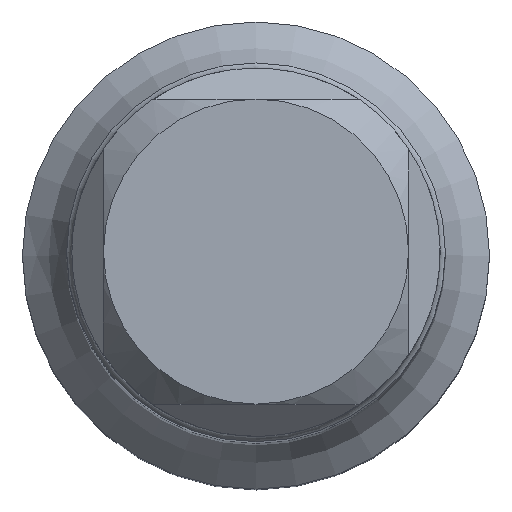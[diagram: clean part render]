
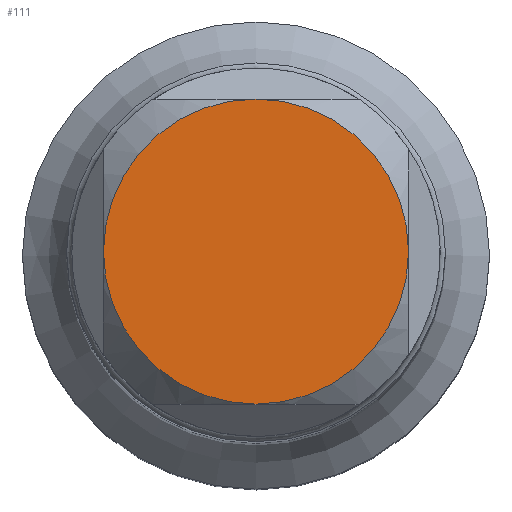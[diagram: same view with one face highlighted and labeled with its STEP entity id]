
A CAD part, top view. The second image highlights one B-rep face of the part: STEP entity #111.
In plain terms, the highlighted planar face has unit normal (0, 0, 1).
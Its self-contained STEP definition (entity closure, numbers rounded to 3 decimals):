
#81=CIRCLE('',#437,7.25);
#83=CIRCLE('',#440,7.25);
#85=CIRCLE('',#443,7.25);
#87=CIRCLE('',#446,7.25);
#111=ADVANCED_FACE('NONE',(#148),#132,.T.);
#132=PLANE('',#449);
#148=FACE_OUTER_BOUND('',#164,.T.);
#164=EDGE_LOOP('',(#234,#235,#236,#237));
#234=ORIENTED_EDGE('',*,*,#332,.F.);
#235=ORIENTED_EDGE('',*,*,#334,.F.);
#236=ORIENTED_EDGE('',*,*,#328,.F.);
#237=ORIENTED_EDGE('',*,*,#330,.F.);
#283=VERTEX_POINT('',#627);
#286=VERTEX_POINT('',#641);
#289=VERTEX_POINT('',#655);
#292=VERTEX_POINT('',#669);
#328=EDGE_CURVE('NONE',#283,#292,#81,.T.);
#330=EDGE_CURVE('NONE',#286,#283,#83,.T.);
#332=EDGE_CURVE('NONE',#289,#286,#85,.T.);
#334=EDGE_CURVE('NONE',#292,#289,#87,.T.);
#437=AXIS2_PLACEMENT_3D('',#677,#516,#517);
#440=AXIS2_PLACEMENT_3D('',#680,#522,#523);
#443=AXIS2_PLACEMENT_3D('',#683,#528,#529);
#446=AXIS2_PLACEMENT_3D('',#686,#534,#535);
#449=AXIS2_PLACEMENT_3D('',#689,#540,#541);
#516=DIRECTION('',(0.,0.,-1.));
#517=DIRECTION('',(1.,0.,0.));
#522=DIRECTION('',(0.,0.,-1.));
#523=DIRECTION('',(1.,0.,0.));
#528=DIRECTION('',(0.,0.,-1.));
#529=DIRECTION('',(1.,0.,0.));
#534=DIRECTION('',(0.,0.,-1.));
#535=DIRECTION('',(1.,0.,0.));
#540=DIRECTION('',(0.,0.,1.));
#541=DIRECTION('',(1.,0.,0.));
#627=CARTESIAN_POINT('',(-7.25,0.,0.));
#641=CARTESIAN_POINT('',(0.,-7.25,0.));
#655=CARTESIAN_POINT('',(7.25,0.,0.));
#669=CARTESIAN_POINT('',(0.,7.25,0.));
#677=CARTESIAN_POINT('',(0.,0.,0.));
#680=CARTESIAN_POINT('',(0.,0.,0.));
#683=CARTESIAN_POINT('',(0.,0.,0.));
#686=CARTESIAN_POINT('',(0.,0.,0.));
#689=CARTESIAN_POINT('',(0.,0.,0.));
